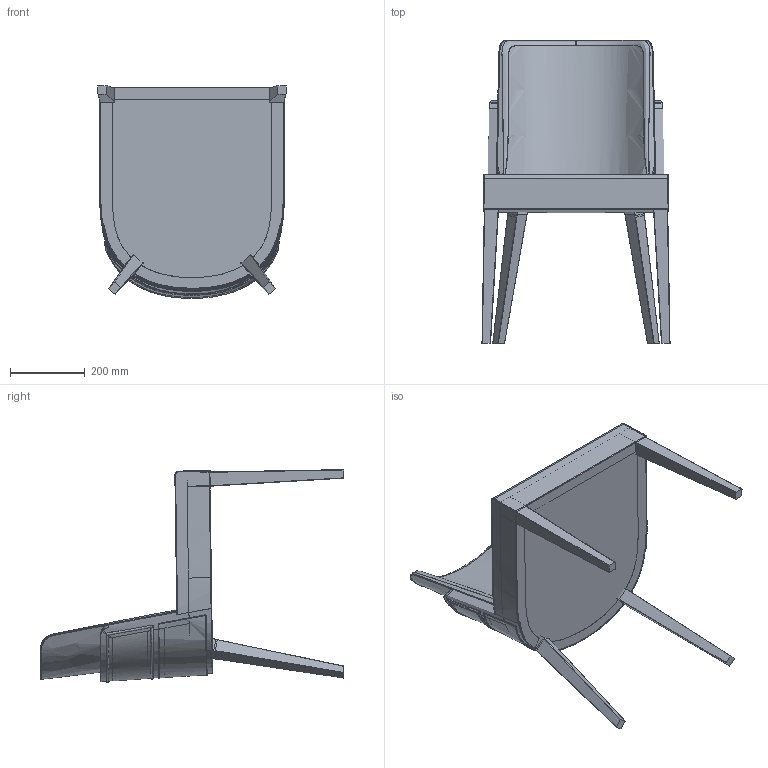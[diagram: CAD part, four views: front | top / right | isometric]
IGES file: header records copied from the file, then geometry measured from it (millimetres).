
Start section: SolidWorks IGES file using analytic representation for surfaces
Global section: file name: CADEIRA AGGY M-1177.IGS; native system: SolidWorks 2022; preprocessor: SolidWorks 2022; author: Adao; date: 230914.115828; units: millimetre
Bounding box: 503.57 x 811.82 x 569.72 mm (x, y, z)
Surface area: 2051686.6 mm2 (no closed solid volume)
Topology: 0 solids, 0 shells, 339 faces, 5601 edges, 5580 vertices
Faces by surface type: bspline 283, revolution 56
